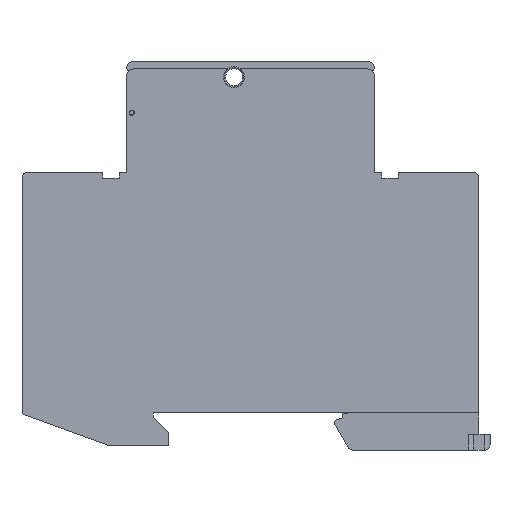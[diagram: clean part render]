
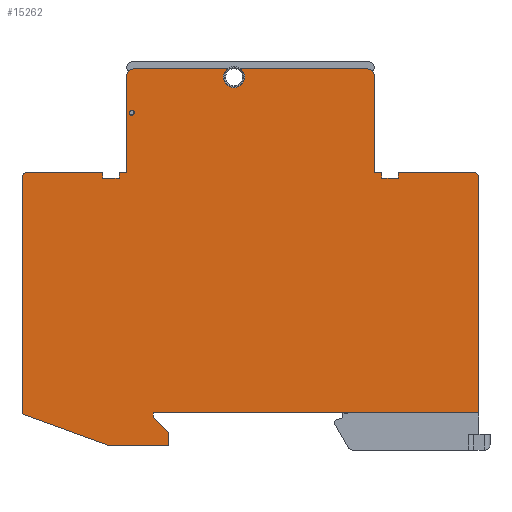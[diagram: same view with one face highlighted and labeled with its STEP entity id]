
A CAD part, left-side view. The second image highlights one B-rep face of the part: STEP entity #15262.
In plain terms, the highlighted planar face has unit normal (-1, 0, 0).
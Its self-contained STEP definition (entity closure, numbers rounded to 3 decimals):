
#172=DIRECTION('',(0.,-1.,0.));
#173=VECTOR('',#172,16.985);
#174=CARTESIAN_POINT('',(0.,3.4,62.8));
#175=LINE('',#174,#173);
#180=DIRECTION('',(0.,-1.,0.));
#181=VECTOR('',#180,22.985);
#182=CARTESIAN_POINT('',(0.,-15.815,62.8));
#183=LINE('',#182,#181);
#187=DIRECTION('',(0.,-0.94,-0.342));
#188=VECTOR('',#187,0.843);
#189=CARTESIAN_POINT('',(0.,-38.8,62.8));
#190=LINE('',#189,#188);
#194=CARTESIAN_POINT('',(0.,-39.25,61.572));
#195=DIRECTION('',(-1.,0.,0.));
#196=DIRECTION('',(0.,-1.,0.));
#197=AXIS2_PLACEMENT_3D('',#194,#195,#196);
#202=DIRECTION('',(0.,0.,-1.));
#203=VECTOR('',#202,17.772);
#204=CARTESIAN_POINT('',(0.,-40.25,61.572));
#205=LINE('',#204,#203);
#209=DIRECTION('',(0.,-1.,0.));
#210=VECTOR('',#209,1.4);
#211=CARTESIAN_POINT('',(0.,-40.25,43.8));
#212=LINE('',#211,#210);
#216=DIRECTION('',(0.,0.,-1.));
#217=VECTOR('',#216,1.);
#218=CARTESIAN_POINT('',(0.,-41.65,43.8));
#219=LINE('',#218,#217);
#223=DIRECTION('',(0.,1.,0.));
#224=VECTOR('',#223,3.);
#225=CARTESIAN_POINT('',(0.,-44.65,42.8));
#226=LINE('',#225,#224);
#230=DIRECTION('',(0.,0.,1.));
#231=VECTOR('',#230,1.);
#232=CARTESIAN_POINT('',(0.,-44.65,42.8));
#233=LINE('',#232,#231);
#237=DIRECTION('',(0.,-1.,0.));
#238=VECTOR('',#237,13.7);
#239=CARTESIAN_POINT('',(0.,-44.65,43.8));
#240=LINE('',#239,#238);
#244=DIRECTION('',(0.,0.,-1.));
#245=VECTOR('',#244,42.8);
#246=CARTESIAN_POINT('',(0.,-59.35,42.8));
#247=LINE('',#246,#245);
#251=DIRECTION('',(0.,1.,0.));
#252=VECTOR('',#251,59.35);
#253=CARTESIAN_POINT('',(0.,-59.35,0.));
#254=LINE('',#253,#252);
#258=DIRECTION('',(0.,0.,1.));
#259=VECTOR('',#258,0.8);
#260=CARTESIAN_POINT('',(0.,0.,-0.8));
#261=LINE('',#260,#259);
#265=DIRECTION('',(0.,0.707,0.707));
#266=VECTOR('',#265,3.96);
#267=CARTESIAN_POINT('',(0.,-2.8,-3.6));
#268=LINE('',#267,#266);
#272=DIRECTION('',(0.,0.,1.));
#273=VECTOR('',#272,2.4);
#274=CARTESIAN_POINT('',(0.,-2.8,-6.));
#275=LINE('',#274,#273);
#279=DIRECTION('',(0.,-1.,0.));
#280=VECTOR('',#279,10.815);
#281=CARTESIAN_POINT('',(0.,8.015,-6.));
#282=LINE('',#281,#280);
#286=DIRECTION('',(0.,-0.94,-0.342));
#287=VECTOR('',#286,16.958);
#288=CARTESIAN_POINT('',(0.,23.95,-0.2));
#289=LINE('',#288,#287);
#293=DIRECTION('',(0.,0.,1.));
#294=VECTOR('',#293,43.);
#295=CARTESIAN_POINT('',(0.,23.95,-0.2));
#296=LINE('',#295,#294);
#300=DIRECTION('',(0.,-1.,0.));
#301=VECTOR('',#300,13.7);
#302=CARTESIAN_POINT('',(0.,22.95,43.8));
#303=LINE('',#302,#301);
#307=DIRECTION('',(0.,0.,-1.));
#308=VECTOR('',#307,1.);
#309=CARTESIAN_POINT('',(0.,9.25,43.8));
#310=LINE('',#309,#308);
#314=DIRECTION('',(0.,1.,0.));
#315=VECTOR('',#314,3.);
#316=CARTESIAN_POINT('',(0.,6.25,42.8));
#317=LINE('',#316,#315);
#321=DIRECTION('',(0.,0.,1.));
#322=VECTOR('',#321,1.);
#323=CARTESIAN_POINT('',(0.,6.25,42.8));
#324=LINE('',#323,#322);
#328=DIRECTION('',(0.,-1.,0.));
#329=VECTOR('',#328,1.4);
#330=CARTESIAN_POINT('',(0.,6.25,43.8));
#331=LINE('',#330,#329);
#335=DIRECTION('',(0.,0.,1.));
#336=VECTOR('',#335,17.772);
#337=CARTESIAN_POINT('',(0.,4.85,43.8));
#338=LINE('',#337,#336);
#342=CARTESIAN_POINT('',(0.,3.85,61.572));
#343=DIRECTION('',(-1.,0.,0.));
#344=DIRECTION('',(0.,0.342,0.94));
#345=AXIS2_PLACEMENT_3D('',#342,#343,#344);
#350=DIRECTION('',(0.,-0.94,0.342));
#351=VECTOR('',#350,0.843);
#352=CARTESIAN_POINT('',(0.,4.192,62.512));
#353=LINE('',#352,#351);
#357=CARTESIAN_POINT('',(0.,3.95,54.7));
#358=DIRECTION('',(1.,0.,0.));
#359=DIRECTION('',(0.,1.,0.));
#360=AXIS2_PLACEMENT_3D('',#357,#358,#359);
#365=CARTESIAN_POINT('',(0.,3.95,54.7));
#366=DIRECTION('',(1.,0.,0.));
#367=DIRECTION('',(0.,-1.,0.));
#368=AXIS2_PLACEMENT_3D('',#365,#366,#367);
#584=CARTESIAN_POINT('',(0.,22.95,42.8));
#585=DIRECTION('',(-1.,0.,0.));
#586=DIRECTION('',(0.,0.,1.));
#587=AXIS2_PLACEMENT_3D('',#584,#585,#586);
#1363=CARTESIAN_POINT('',(0.,-58.35,42.8));
#1364=DIRECTION('',(-1.,0.,0.));
#1365=DIRECTION('',(0.,-1.,0.));
#1366=AXIS2_PLACEMENT_3D('',#1363,#1364,#1365);
#8014=CARTESIAN_POINT('',(0.,-14.7,61.2));
#8015=DIRECTION('',(1.,0.,0.));
#8016=DIRECTION('',(0.,-0.572,0.821));
#8017=AXIS2_PLACEMENT_3D('',#8014,#8015,#8016);
#13287=CARTESIAN_POINT('',(0.,-40.25,43.8));
#13288=CARTESIAN_POINT('',(0.,-41.65,43.8));
#13289=VERTEX_POINT('',#13287);
#13290=VERTEX_POINT('',#13288);
#13291=CARTESIAN_POINT('',(0.,6.25,43.8));
#13292=CARTESIAN_POINT('',(0.,4.85,43.8));
#13293=VERTEX_POINT('',#13291);
#13294=VERTEX_POINT('',#13292);
#13295=CARTESIAN_POINT('',(0.,22.95,43.8));
#13296=CARTESIAN_POINT('',(0.,23.95,42.8));
#13297=VERTEX_POINT('',#13295);
#13298=VERTEX_POINT('',#13296);
#13299=CARTESIAN_POINT('',(0.,9.25,43.8));
#13300=VERTEX_POINT('',#13299);
#13301=CARTESIAN_POINT('',(0.,-59.35,42.8));
#13302=CARTESIAN_POINT('',(0.,-58.35,43.8));
#13303=VERTEX_POINT('',#13301);
#13304=VERTEX_POINT('',#13302);
#13305=CARTESIAN_POINT('',(0.,-44.65,43.8));
#13306=VERTEX_POINT('',#13305);
#13317=CARTESIAN_POINT('',(0.,-2.8,-6.));
#13318=CARTESIAN_POINT('',(0.,-2.8,-3.6));
#13319=VERTEX_POINT('',#13317);
#13320=VERTEX_POINT('',#13318);
#13321=CARTESIAN_POINT('',(0.,0.,-0.8));
#13322=VERTEX_POINT('',#13321);
#13323=CARTESIAN_POINT('',(0.,23.95,-0.2));
#13324=CARTESIAN_POINT('',(0.,8.015,-6.));
#13325=VERTEX_POINT('',#13323);
#13326=VERTEX_POINT('',#13324);
#13331=CARTESIAN_POINT('',(0.,0.,0.));
#13332=VERTEX_POINT('',#13331);
#13349=CARTESIAN_POINT('',(0.,4.4,54.7));
#13350=CARTESIAN_POINT('',(0.,3.5,54.7));
#13351=VERTEX_POINT('',#13349);
#13352=VERTEX_POINT('',#13350);
#13385=CARTESIAN_POINT('',(0.,-38.8,62.8));
#13386=CARTESIAN_POINT('',(0.,-39.592,62.512));
#13387=VERTEX_POINT('',#13385);
#13388=VERTEX_POINT('',#13386);
#13389=CARTESIAN_POINT('',(0.,-40.25,61.572));
#13390=VERTEX_POINT('',#13389);
#13391=CARTESIAN_POINT('',(0.,4.192,62.512));
#13392=CARTESIAN_POINT('',(0.,4.85,61.572));
#13393=VERTEX_POINT('',#13391);
#13394=VERTEX_POINT('',#13392);
#13395=CARTESIAN_POINT('',(0.,3.4,62.8));
#13396=VERTEX_POINT('',#13395);
#13546=CARTESIAN_POINT('',(0.,-15.815,62.8));
#13547=CARTESIAN_POINT('',(0.,-13.585,62.8));
#13548=VERTEX_POINT('',#13546);
#13549=VERTEX_POINT('',#13547);
#13555=CARTESIAN_POINT('',(0.,-59.35,0.));
#13557=VERTEX_POINT('',#13555);
#13694=CARTESIAN_POINT('',(0.,9.25,42.8));
#13695=VERTEX_POINT('',#13694);
#13696=CARTESIAN_POINT('',(0.,6.25,42.8));
#13697=VERTEX_POINT('',#13696);
#13698=CARTESIAN_POINT('',(0.,-41.65,42.8));
#13699=VERTEX_POINT('',#13698);
#13700=CARTESIAN_POINT('',(0.,-44.65,42.8));
#13701=VERTEX_POINT('',#13700);
#15191=CARTESIAN_POINT('',(0.,-17.7,0.));
#15192=DIRECTION('',(1.,0.,0.));
#15193=DIRECTION('',(0.,1.,0.));
#15194=AXIS2_PLACEMENT_3D('',#15191,#15192,#15193);
#15195=PLANE('',#15194);
#15197=ORIENTED_EDGE('',*,*,#15196,.T.);
#15199=ORIENTED_EDGE('',*,*,#15198,.F.);
#15201=ORIENTED_EDGE('',*,*,#15200,.T.);
#15203=ORIENTED_EDGE('',*,*,#15202,.T.);
#15205=ORIENTED_EDGE('',*,*,#15204,.F.);
#15207=ORIENTED_EDGE('',*,*,#15206,.T.);
#15209=ORIENTED_EDGE('',*,*,#15208,.T.);
#15211=ORIENTED_EDGE('',*,*,#15210,.T.);
#15213=ORIENTED_EDGE('',*,*,#15212,.F.);
#15215=ORIENTED_EDGE('',*,*,#15214,.T.);
#15217=ORIENTED_EDGE('',*,*,#15216,.T.);
#15219=ORIENTED_EDGE('',*,*,#15218,.F.);
#15221=ORIENTED_EDGE('',*,*,#15220,.T.);
#15223=ORIENTED_EDGE('',*,*,#15222,.T.);
#15225=ORIENTED_EDGE('',*,*,#15224,.F.);
#15227=ORIENTED_EDGE('',*,*,#15226,.F.);
#15229=ORIENTED_EDGE('',*,*,#15228,.F.);
#15231=ORIENTED_EDGE('',*,*,#15230,.F.);
#15233=ORIENTED_EDGE('',*,*,#15232,.F.);
#15235=ORIENTED_EDGE('',*,*,#15234,.T.);
#15237=ORIENTED_EDGE('',*,*,#15236,.F.);
#15239=ORIENTED_EDGE('',*,*,#15238,.T.);
#15241=ORIENTED_EDGE('',*,*,#15240,.T.);
#15243=ORIENTED_EDGE('',*,*,#15242,.F.);
#15245=ORIENTED_EDGE('',*,*,#15244,.T.);
#15247=ORIENTED_EDGE('',*,*,#15246,.T.);
#15249=ORIENTED_EDGE('',*,*,#15248,.T.);
#15251=ORIENTED_EDGE('',*,*,#15250,.F.);
#15253=ORIENTED_EDGE('',*,*,#15252,.T.);
#15254=EDGE_LOOP('',(#15197,#15199,#15201,#15203,#15205,#15207,#15209,#15211,
#15213,#15215,#15217,#15219,#15221,#15223,#15225,#15227,#15229,#15231,#15233,
#15235,#15237,#15239,#15241,#15243,#15245,#15247,#15249,#15251,#15253));
#15255=FACE_OUTER_BOUND('',#15254,.F.);
#15257=ORIENTED_EDGE('',*,*,#15256,.F.);
#15259=ORIENTED_EDGE('',*,*,#15258,.F.);
#15260=EDGE_LOOP('',(#15257,#15259));
#15261=FACE_BOUND('',#15260,.F.);
#198=CIRCLE('',#197,1.);
#346=CIRCLE('',#345,1.);
#361=CIRCLE('',#360,0.45);
#369=CIRCLE('',#368,0.45);
#588=CIRCLE('',#587,1.);
#1367=CIRCLE('',#1366,1.);
#8018=CIRCLE('',#8017,1.95);
#15196=EDGE_CURVE('',#13396,#13549,#175,.T.);
#15198=EDGE_CURVE('',#13548,#13549,#8018,.T.);
#15200=EDGE_CURVE('',#13548,#13387,#183,.T.);
#15202=EDGE_CURVE('',#13387,#13388,#190,.T.);
#15204=EDGE_CURVE('',#13390,#13388,#198,.T.);
#15206=EDGE_CURVE('',#13390,#13289,#205,.T.);
#15208=EDGE_CURVE('',#13289,#13290,#212,.T.);
#15210=EDGE_CURVE('',#13290,#13699,#219,.T.);
#15212=EDGE_CURVE('',#13701,#13699,#226,.T.);
#15214=EDGE_CURVE('',#13701,#13306,#233,.T.);
#15216=EDGE_CURVE('',#13306,#13304,#240,.T.);
#15218=EDGE_CURVE('',#13303,#13304,#1367,.T.);
#15220=EDGE_CURVE('',#13303,#13557,#247,.T.);
#15222=EDGE_CURVE('',#13557,#13332,#254,.T.);
#15224=EDGE_CURVE('',#13322,#13332,#261,.T.);
#15226=EDGE_CURVE('',#13320,#13322,#268,.T.);
#15228=EDGE_CURVE('',#13319,#13320,#275,.T.);
#15230=EDGE_CURVE('',#13326,#13319,#282,.T.);
#15232=EDGE_CURVE('',#13325,#13326,#289,.T.);
#15234=EDGE_CURVE('',#13325,#13298,#296,.T.);
#15236=EDGE_CURVE('',#13297,#13298,#588,.T.);
#15238=EDGE_CURVE('',#13297,#13300,#303,.T.);
#15240=EDGE_CURVE('',#13300,#13695,#310,.T.);
#15242=EDGE_CURVE('',#13697,#13695,#317,.T.);
#15244=EDGE_CURVE('',#13697,#13293,#324,.T.);
#15246=EDGE_CURVE('',#13293,#13294,#331,.T.);
#15248=EDGE_CURVE('',#13294,#13394,#338,.T.);
#15250=EDGE_CURVE('',#13393,#13394,#346,.T.);
#15252=EDGE_CURVE('',#13393,#13396,#353,.T.);
#15256=EDGE_CURVE('',#13351,#13352,#361,.T.);
#15258=EDGE_CURVE('',#13352,#13351,#369,.T.);
#15262=ADVANCED_FACE('',(#15255,#15261),#15195,.F.);
